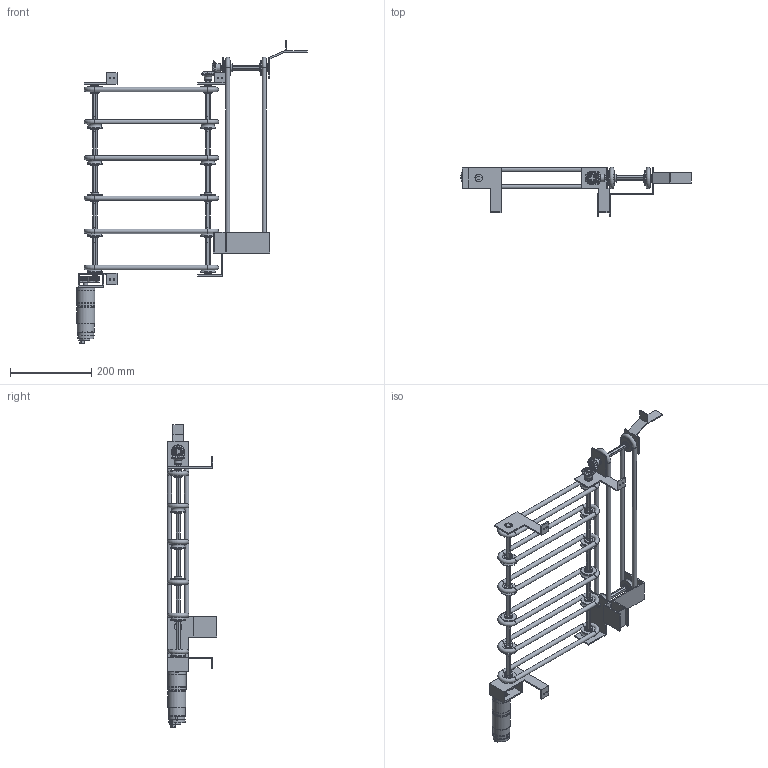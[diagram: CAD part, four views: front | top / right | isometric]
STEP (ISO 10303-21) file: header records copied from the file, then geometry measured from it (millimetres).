
FILE_DESCRIPTION(/* description */ ('STEP AP214'),/* implementation_level */ '2;1');
FILE_NAME(/* name */ 'Ballfeeder.stp',/* time_stamp */ '2017-06-26T12:19:41-05:00',/* author */ ('Gabriel Diaz'),/* organization */ (''),/* preprocessor_version */ 'ST-DEVELOPER v16.5',/* originating_system */ 'Autodesk Inventor 2017',/* authorisation */ '');
FILE_SCHEMA (('AUTOMOTIVE_DESIGN { 1 0 10303 214 3 1 1 }'));
Length unit declared in the file: inch
Products named in the file (19): frc2017 - Machoo (SP)EDition; Moar Rubr; Pulley; Bearing Maybe; Pulley_1; Moarar Rubr; PG27 & 188 Maybe Motor; PG27 with longer backshaft; Hall Effect Encoder for PG Gearboxes; 20T Keyed Gear; 16T .375in Hex Gear; Bevel Gear; Hex Shaft; A Bracket; A Bracket 2; A Bracket 3; A Bracket 4; A Bracket 5; A Bracket 7
Assembly tree (40 placements, depth 3):
  frc2017 - Machoo (SP)EDition
    Pulley  x8
      Bearing Maybe
      Pulley_1
      Hex Shaft
    Moar Rubr  x6
    Hex Shaft  x6
    Moarar Rubr  x2
    PG27 & 188 Maybe Motor
      PG27 with longer backshaft
      Hall Effect Encoder for PG Gearboxes
    20T Keyed Gear
    16T .375in Hex Gear
    Bevel Gear  x2
    A Bracket
    A Bracket 2
    A Bracket 3
    A Bracket 4
    A Bracket 5
    A Bracket 7
Bounding box: 569.61 x 121.5 x 747.7 mm (x, y, z)
Volume: 1192589.8 mm3; surface area: 529715.4 mm2
Topology: 67 solids, 67 shells, 1347 faces, 3290 edges, 2156 vertices
Faces by surface type: plane 787, cylinder 337, bspline 131, cone 52, torus 40
Full cylindrical faces by diameter (mm): 3.175 x2, 3.3 x4, 3.302 x4, 4.064 x6, 4.928 x1, 5.436 x1, 6.35 x5, 7.62 x4, 10 x1, 10.668 x16, 14.91 x1, 15.875 x4, 18.796 x24, 19.05 x20, 20.955 x16, 21.936 x1, 38.1 x32, 39.167 x1, 40.005 x1, 40.564 x1, 41.834 x2, 42.443 x1, 44.5 x1, 45 x3
Entity records: 36482 total; most frequent: CARTESIAN_POINT 16153, ORIENTED_EDGE 4002, DIRECTION 3800, EDGE_CURVE 2000, VERTEX_POINT 1372, AXIS2_PLACEMENT_3D 1310, LINE 1180, VECTOR 1180
